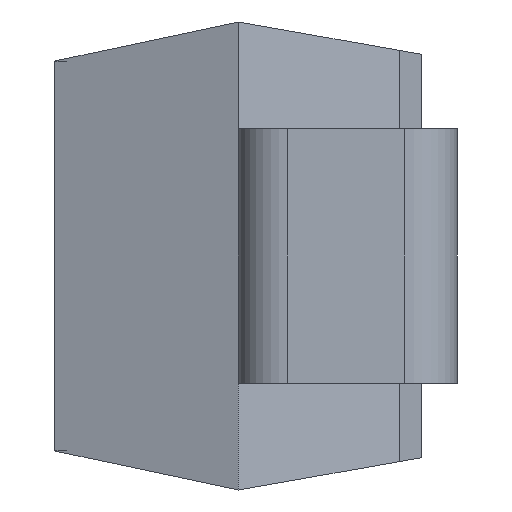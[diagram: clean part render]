
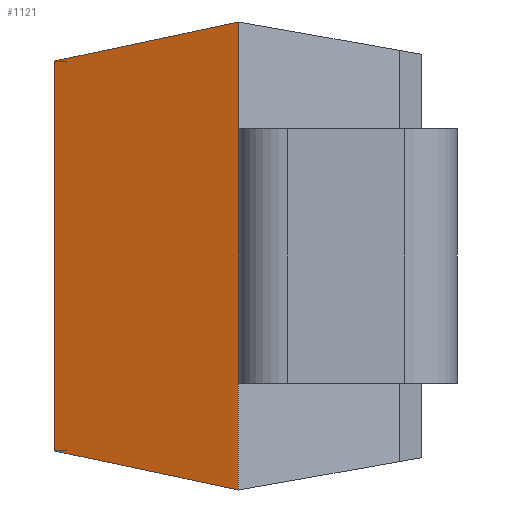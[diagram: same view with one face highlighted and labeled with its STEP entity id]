
A CAD part, left-side view. The second image highlights one B-rep face of the part: STEP entity #1121.
In plain terms, the highlighted planar face has unit normal (-0.956, 0.292, 0).
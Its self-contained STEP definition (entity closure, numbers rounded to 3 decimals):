
#5 = ORIENTED_EDGE ( 'NONE', *, *, #1392, .T. ) ;
#37 = DIRECTION ( 'NONE',  ( -0.287, -0.937, -0.199 ) ) ;
#43 = FACE_OUTER_BOUND ( 'NONE', #445, .T. ) ;
#50 = EDGE_CURVE ( 'NONE', #483, #405, #1145, .T. ) ;
#163 = LINE ( 'NONE', #1530, #883 ) ;
#199 = ORIENTED_EDGE ( 'NONE', *, *, #489, .T. ) ;
#203 = CARTESIAN_POINT ( 'NONE',  ( -1.803, 2.29, 1.11 ) ) ;
#398 = CARTESIAN_POINT ( 'NONE',  ( -2.123, 1.245, 1.333 ) ) ;
#405 = VERTEX_POINT ( 'NONE', #1556 ) ;
#406 = DIRECTION ( 'NONE',  ( 0., 0., -1. ) ) ;
#426 = DIRECTION ( 'NONE',  ( 0., 0., -1. ) ) ;
#433 = DIRECTION ( 'NONE',  ( 0.292, 0.956, 0. ) ) ;
#445 = EDGE_LOOP ( 'NONE', ( #713, #5, #199, #1213 ) ) ;
#483 = VERTEX_POINT ( 'NONE', #1279 ) ;
#489 = EDGE_CURVE ( 'NONE', #1529, #483, #163, .T. ) ;
#657 = PLANE ( 'NONE',  #1456 ) ;
#672 = LINE ( 'NONE', #810, #980 ) ;
#713 = ORIENTED_EDGE ( 'NONE', *, *, #1544, .F. ) ;
#810 = CARTESIAN_POINT ( 'NONE',  ( -2.123, 1.245, 1.333 ) ) ;
#883 = VECTOR ( 'NONE', #406, 1000. ) ;
#915 = VECTOR ( 'NONE', #37, 1000. ) ;
#953 = CARTESIAN_POINT ( 'NONE',  ( -2.123, 1.245, 1.333 ) ) ;
#980 = VECTOR ( 'NONE', #426, 1000. ) ;
#997 = CARTESIAN_POINT ( 'NONE',  ( -1.97, 1.742, -1.227 ) ) ;
#1121 = ADVANCED_FACE ( 'NONE', ( #43 ), #657, .F. ) ;
#1145 = LINE ( 'NONE', #997, #915 ) ;
#1151 = DIRECTION ( 'NONE',  ( 0.956, -0.292, 0. ) ) ;
#1154 = DIRECTION ( 'NONE',  ( 0.287, 0.937, -0.199 ) ) ;
#1213 = ORIENTED_EDGE ( 'NONE', *, *, #50, .T. ) ;
#1257 = LINE ( 'NONE', #1401, #1294 ) ;
#1279 = CARTESIAN_POINT ( 'NONE',  ( -1.803, 2.29, -1.11 ) ) ;
#1294 = VECTOR ( 'NONE', #1154, 1000. ) ;
#1392 = EDGE_CURVE ( 'NONE', #1509, #1529, #1257, .T. ) ;
#1401 = CARTESIAN_POINT ( 'NONE',  ( -2.123, 1.245, 1.333 ) ) ;
#1456 = AXIS2_PLACEMENT_3D ( 'NONE', #398, #1151, #433 ) ;
#1509 = VERTEX_POINT ( 'NONE', #953 ) ;
#1529 = VERTEX_POINT ( 'NONE', #203 ) ;
#1530 = CARTESIAN_POINT ( 'NONE',  ( -1.803, 2.29, 1.333 ) ) ;
#1544 = EDGE_CURVE ( 'NONE', #1509, #405, #672, .T. ) ;
#1556 = CARTESIAN_POINT ( 'NONE',  ( -2.123, 1.245, -1.333 ) ) ;
